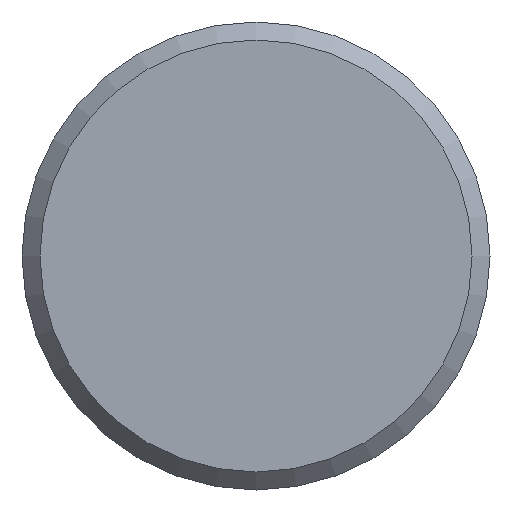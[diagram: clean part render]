
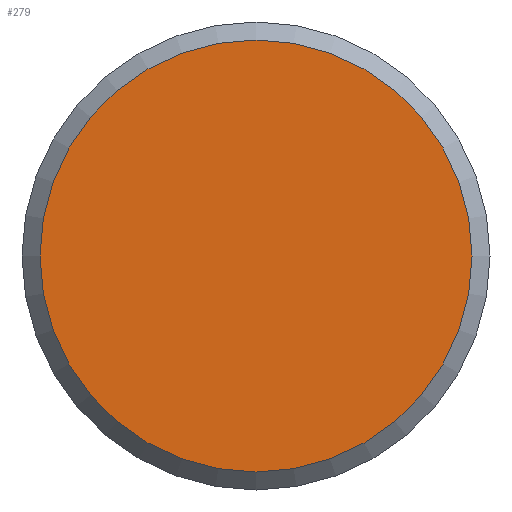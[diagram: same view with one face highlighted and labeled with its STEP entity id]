
A CAD part, front view. The second image highlights one B-rep face of the part: STEP entity #279.
In plain terms, the highlighted planar face has unit normal (0, -1, 0).
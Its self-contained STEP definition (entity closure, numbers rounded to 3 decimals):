
#66=FACE_OUTER_BOUND('',#82,.T.);
#82=EDGE_LOOP('',(#213,#214));
#104=CIRCLE('',#395,6.);
#105=CIRCLE('',#396,6.);
#135=VERTEX_POINT('',#573);
#136=VERTEX_POINT('',#574);
#166=EDGE_CURVE('',#135,#136,#104,.T.);
#167=EDGE_CURVE('',#136,#135,#105,.T.);
#213=ORIENTED_EDGE('',*,*,#166,.F.);
#214=ORIENTED_EDGE('',*,*,#167,.F.);
#271=PLANE('',#394);
#279=ADVANCED_FACE('',(#66),#271,.T.);
#394=AXIS2_PLACEMENT_3D('',#572,#465,#466);
#395=AXIS2_PLACEMENT_3D('',#575,#467,#468);
#396=AXIS2_PLACEMENT_3D('',#576,#469,#470);
#465=DIRECTION('center_axis',(0.,-1.,0.));
#466=DIRECTION('ref_axis',(0.,0.,-1.));
#467=DIRECTION('center_axis',(0.,1.,0.));
#468=DIRECTION('ref_axis',(1.,0.,0.));
#469=DIRECTION('center_axis',(0.,1.,0.));
#470=DIRECTION('ref_axis',(1.,0.,0.));
#572=CARTESIAN_POINT('Origin',(-6.,0.,0.));
#573=CARTESIAN_POINT('',(-6.,0.,0.));
#574=CARTESIAN_POINT('',(6.,0.,0.));
#575=CARTESIAN_POINT('Origin',(0.,0.,0.));
#576=CARTESIAN_POINT('Origin',(0.,0.,0.));
